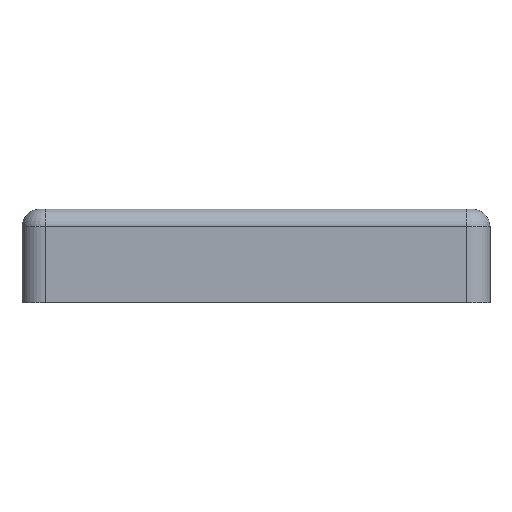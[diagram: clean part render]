
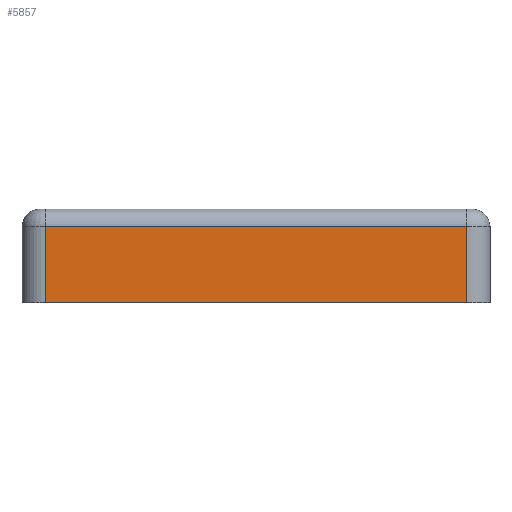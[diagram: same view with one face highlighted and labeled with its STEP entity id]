
A CAD part, left-side view. The second image highlights one B-rep face of the part: STEP entity #5857.
In plain terms, the highlighted planar face has unit normal (-1, 0, 0).
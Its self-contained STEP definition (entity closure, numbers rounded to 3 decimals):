
#148 = LINE ( 'NONE', #3594, #6316 ) ;
#176 = ORIENTED_EDGE ( 'NONE', *, *, #7392, .F. ) ;
#191 = FACE_OUTER_BOUND ( 'NONE', #4155, .T. ) ;
#429 = LINE ( 'NONE', #3982, #3621 ) ;
#516 = VERTEX_POINT ( 'NONE', #5602 ) ;
#577 = DIRECTION ( 'NONE',  ( 0., 0., 1. ) ) ;
#738 = CARTESIAN_POINT ( 'NONE',  ( -40., 36., 13. ) ) ;
#866 = AXIS2_PLACEMENT_3D ( 'NONE', #7032, #4198, #2508 ) ;
#986 = DIRECTION ( 'NONE',  ( 0., 1., 0. ) ) ;
#1081 = VECTOR ( 'NONE', #986, 1000. ) ;
#1097 = CARTESIAN_POINT ( 'NONE',  ( -40., -40., 0. ) ) ;
#1219 = CARTESIAN_POINT ( 'NONE',  ( -40., 36., 0. ) ) ;
#1383 = LINE ( 'NONE', #5353, #3741 ) ;
#1769 = VERTEX_POINT ( 'NONE', #1219 ) ;
#2387 = DIRECTION ( 'NONE',  ( 0., 1., 0. ) ) ;
#2508 = DIRECTION ( 'NONE',  ( 0., 0., 1. ) ) ;
#2739 = EDGE_CURVE ( 'NONE', #5033, #7280, #148, .T. ) ;
#3109 = DIRECTION ( 'NONE',  ( 0., 0., -1. ) ) ;
#3566 = ORIENTED_EDGE ( 'NONE', *, *, #5181, .T. ) ;
#3594 = CARTESIAN_POINT ( 'NONE',  ( -40., 36., 13. ) ) ;
#3621 = VECTOR ( 'NONE', #577, 1000. ) ;
#3655 = CARTESIAN_POINT ( 'NONE',  ( -40., -36., 13. ) ) ;
#3704 = ORIENTED_EDGE ( 'NONE', *, *, #6197, .T. ) ;
#3741 = VECTOR ( 'NONE', #3109, 1000. ) ;
#3982 = CARTESIAN_POINT ( 'NONE',  ( -40., -36., 16. ) ) ;
#4155 = EDGE_LOOP ( 'NONE', ( #3566, #4256, #3704, #176 ) ) ;
#4198 = DIRECTION ( 'NONE',  ( -1., 0., 0. ) ) ;
#4256 = ORIENTED_EDGE ( 'NONE', *, *, #2739, .T. ) ;
#5033 = VERTEX_POINT ( 'NONE', #3655 ) ;
#5181 = EDGE_CURVE ( 'NONE', #516, #5033, #429, .T. ) ;
#5353 = CARTESIAN_POINT ( 'NONE',  ( -40., 36., 16. ) ) ;
#5362 = PLANE ( 'NONE',  #866 ) ;
#5602 = CARTESIAN_POINT ( 'NONE',  ( -40., -36., 0. ) ) ;
#5857 = ADVANCED_FACE ( 'NONE', ( #191 ), #5362, .T. ) ;
#6197 = EDGE_CURVE ( 'NONE', #7280, #1769, #1383, .T. ) ;
#6316 = VECTOR ( 'NONE', #2387, 1000. ) ;
#7032 = CARTESIAN_POINT ( 'NONE',  ( -40., -40., 16. ) ) ;
#7280 = VERTEX_POINT ( 'NONE', #738 ) ;
#7298 = LINE ( 'NONE', #1097, #1081 ) ;
#7392 = EDGE_CURVE ( 'NONE', #516, #1769, #7298, .T. ) ;
